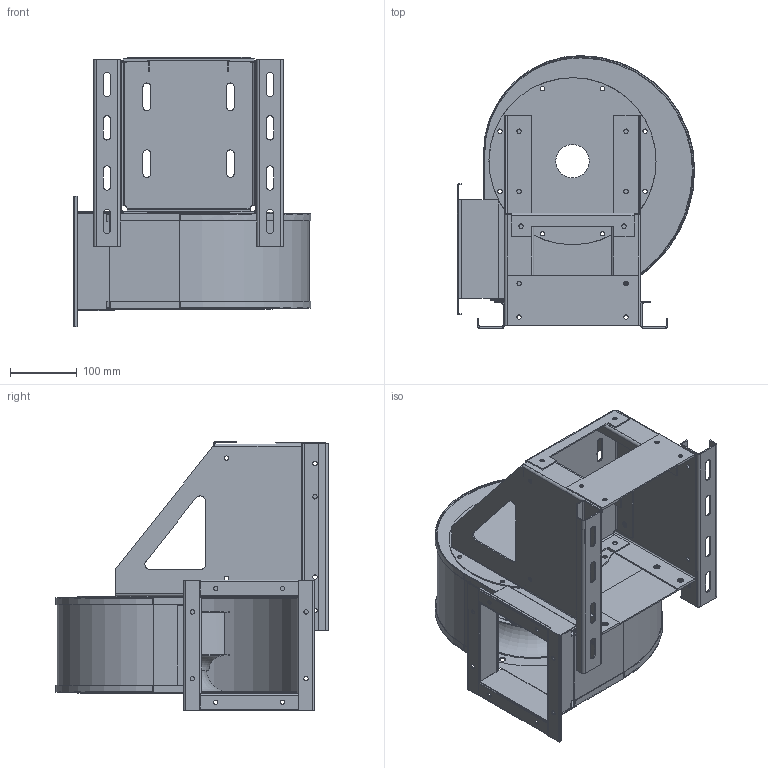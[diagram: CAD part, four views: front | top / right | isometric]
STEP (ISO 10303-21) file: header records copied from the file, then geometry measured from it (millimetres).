
FILE_DESCRIPTION(('STEP AP203'), '1');
FILE_NAME('BP 80-70-2', '', ('UNSPECIFIED'), ('UNSPECIFIED'), 'ASCON STEP Converter 1.3', 'ASCON Math Kernel', '');
FILE_SCHEMA(('CONFIG_CONTROL_DESIGN'));
Length unit declared in the file: millimetre
Bounding box: 355.2 x 408 x 402.86 mm (x, y, z)
Volume: 1174934.2 mm3; surface area: 1467331.5 mm2
Topology: 5 solids, 5 shells, 926 faces, 2651 edges, 1638 vertices
Faces by surface type: plane 678, cylinder 216, bspline 27, torus 5
Full cylindrical faces by diameter (mm): 6.5 x50, 9.3 x34, 50 x1, 80.3 x1, 132 x1, 134.8 x1, 140 x1, 142.8 x1, 202.809 x2, 210 x2, 250 x2
Entity records: 38712 total; most frequent: CARTESIAN_POINT 6625, ORIENTED_EDGE 5096, DIRECTION 5047, EDGE_CURVE 2548, LINE 1701, VECTOR 1701, AXIS2_PLACEMENT_3D 1673, VERTEX_POINT 1636
